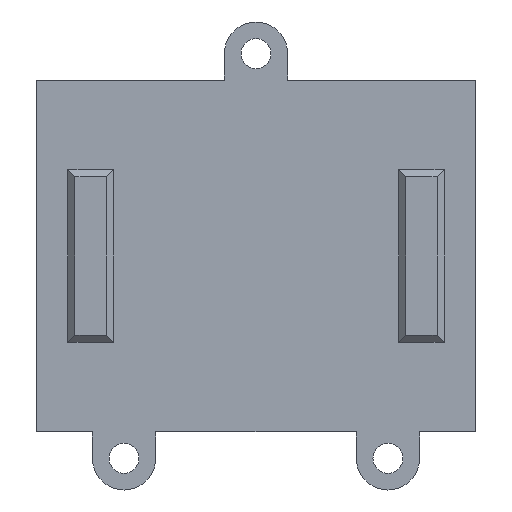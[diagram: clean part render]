
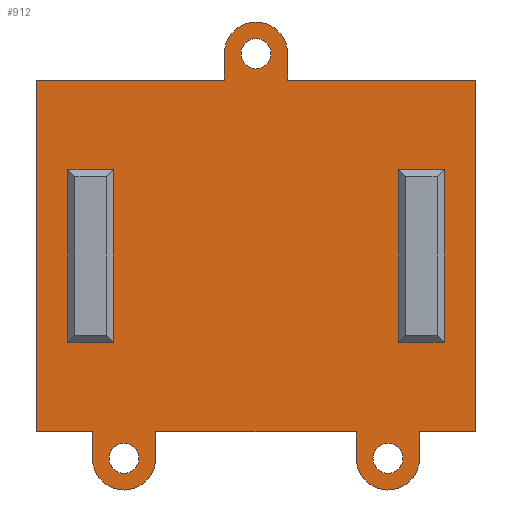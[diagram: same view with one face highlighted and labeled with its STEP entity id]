
A CAD part, front view. The second image highlights one B-rep face of the part: STEP entity #912.
In plain terms, the highlighted planar face has unit normal (0, -1, 0).
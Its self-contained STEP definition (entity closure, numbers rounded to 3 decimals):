
#1=DIRECTION('',(0.,0.,-1.));
#2=VECTOR('',#1,9.8);
#3=CARTESIAN_POINT('',(8.11,0.,4.9));
#4=LINE('',#3,#2);
#5=DIRECTION('',(1.,0.,0.));
#6=VECTOR('',#5,2.58);
#7=CARTESIAN_POINT('',(8.11,0.,-4.9));
#8=LINE('',#7,#6);
#9=DIRECTION('',(0.,0.,1.));
#10=VECTOR('',#9,9.8);
#11=CARTESIAN_POINT('',(10.69,0.,-4.9));
#12=LINE('',#11,#10);
#13=DIRECTION('',(-1.,0.,0.));
#14=VECTOR('',#13,2.58);
#15=CARTESIAN_POINT('',(10.69,0.,4.9));
#16=LINE('',#15,#14);
#17=DIRECTION('',(-1.,0.,0.));
#18=VECTOR('',#17,2.58);
#19=CARTESIAN_POINT('',(-8.11,0.,4.9));
#20=LINE('',#19,#18);
#21=DIRECTION('',(0.,0.,-1.));
#22=VECTOR('',#21,9.8);
#23=CARTESIAN_POINT('',(-10.69,0.,4.9));
#24=LINE('',#23,#22);
#25=DIRECTION('',(1.,0.,0.));
#26=VECTOR('',#25,2.58);
#27=CARTESIAN_POINT('',(-10.69,0.,-4.9));
#28=LINE('',#27,#26);
#29=DIRECTION('',(0.,0.,1.));
#30=VECTOR('',#29,9.8);
#31=CARTESIAN_POINT('',(-8.11,0.,-4.9));
#32=LINE('',#31,#30);
#33=DIRECTION('',(1.,0.,0.));
#34=VECTOR('',#33,10.7);
#35=CARTESIAN_POINT('',(-12.5,0.,10.));
#36=LINE('',#35,#34);
#37=DIRECTION('',(0.,0.,1.));
#38=VECTOR('',#37,1.5);
#39=CARTESIAN_POINT('',(-1.8,0.,10.));
#40=LINE('',#39,#38);
#41=CARTESIAN_POINT('',(0.,0.,11.5));
#42=DIRECTION('',(0.,1.,0.));
#43=DIRECTION('',(-1.,0.,0.));
#44=AXIS2_PLACEMENT_3D('',#41,#42,#43);
#46=DIRECTION('',(0.,0.,-1.));
#47=VECTOR('',#46,1.5);
#48=CARTESIAN_POINT('',(1.8,0.,11.5));
#49=LINE('',#48,#47);
#50=DIRECTION('',(1.,0.,0.));
#51=VECTOR('',#50,10.7);
#52=CARTESIAN_POINT('',(1.8,0.,10.));
#53=LINE('',#52,#51);
#54=DIRECTION('',(0.,0.,-1.));
#55=VECTOR('',#54,20.);
#56=CARTESIAN_POINT('',(12.5,0.,10.));
#57=LINE('',#56,#55);
#58=DIRECTION('',(-1.,0.,0.));
#59=VECTOR('',#58,3.2);
#60=CARTESIAN_POINT('',(12.5,0.,-10.));
#61=LINE('',#60,#59);
#62=DIRECTION('',(0.,0.,-1.));
#63=VECTOR('',#62,1.5);
#64=CARTESIAN_POINT('',(9.3,0.,-10.));
#65=LINE('',#64,#63);
#66=CARTESIAN_POINT('',(7.5,0.,-11.5));
#67=DIRECTION('',(0.,1.,0.));
#68=DIRECTION('',(1.,0.,0.));
#69=AXIS2_PLACEMENT_3D('',#66,#67,#68);
#71=DIRECTION('',(0.,0.,1.));
#72=VECTOR('',#71,1.5);
#73=CARTESIAN_POINT('',(5.7,0.,-11.5));
#74=LINE('',#73,#72);
#75=DIRECTION('',(-1.,0.,0.));
#76=VECTOR('',#75,11.4);
#77=CARTESIAN_POINT('',(5.7,0.,-10.));
#78=LINE('',#77,#76);
#79=DIRECTION('',(0.,0.,-1.));
#80=VECTOR('',#79,1.5);
#81=CARTESIAN_POINT('',(-5.7,0.,-10.));
#82=LINE('',#81,#80);
#83=CARTESIAN_POINT('',(-7.5,0.,-11.5));
#84=DIRECTION('',(0.,1.,0.));
#85=DIRECTION('',(1.,0.,0.));
#86=AXIS2_PLACEMENT_3D('',#83,#84,#85);
#88=DIRECTION('',(0.,0.,1.));
#89=VECTOR('',#88,1.5);
#90=CARTESIAN_POINT('',(-9.3,0.,-11.5));
#91=LINE('',#90,#89);
#92=DIRECTION('',(-1.,0.,0.));
#93=VECTOR('',#92,3.2);
#94=CARTESIAN_POINT('',(-9.3,0.,-10.));
#95=LINE('',#94,#93);
#96=DIRECTION('',(0.,0.,1.));
#97=VECTOR('',#96,20.);
#98=CARTESIAN_POINT('',(-12.5,0.,-10.));
#99=LINE('',#98,#97);
#100=CARTESIAN_POINT('',(7.5,0.,-11.5));
#101=DIRECTION('',(0.,-1.,0.));
#102=DIRECTION('',(1.,0.,0.));
#103=AXIS2_PLACEMENT_3D('',#100,#101,#102);
#105=CARTESIAN_POINT('',(7.5,0.,-11.5));
#106=DIRECTION('',(0.,-1.,0.));
#107=DIRECTION('',(-1.,0.,0.));
#108=AXIS2_PLACEMENT_3D('',#105,#106,#107);
#110=CARTESIAN_POINT('',(-7.5,0.,-11.5));
#111=DIRECTION('',(0.,-1.,0.));
#112=DIRECTION('',(1.,0.,0.));
#113=AXIS2_PLACEMENT_3D('',#110,#111,#112);
#115=CARTESIAN_POINT('',(-7.5,0.,-11.5));
#116=DIRECTION('',(0.,-1.,0.));
#117=DIRECTION('',(-1.,0.,0.));
#118=AXIS2_PLACEMENT_3D('',#115,#116,#117);
#120=CARTESIAN_POINT('',(0.,0.,11.5));
#121=DIRECTION('',(0.,-1.,0.));
#122=DIRECTION('',(1.,0.,0.));
#123=AXIS2_PLACEMENT_3D('',#120,#121,#122);
#125=CARTESIAN_POINT('',(0.,0.,11.5));
#126=DIRECTION('',(0.,-1.,0.));
#127=DIRECTION('',(-1.,0.,0.));
#128=AXIS2_PLACEMENT_3D('',#125,#126,#127);
#635=CARTESIAN_POINT('',(12.5,0.,10.));
#636=CARTESIAN_POINT('',(12.5,0.,-10.));
#637=VERTEX_POINT('',#635);
#638=VERTEX_POINT('',#636);
#639=CARTESIAN_POINT('',(-12.5,0.,-10.));
#640=CARTESIAN_POINT('',(-12.5,0.,10.));
#641=VERTEX_POINT('',#639);
#642=VERTEX_POINT('',#640);
#651=CARTESIAN_POINT('',(8.11,0.,4.9));
#652=CARTESIAN_POINT('',(8.11,0.,-4.9));
#653=VERTEX_POINT('',#651);
#654=VERTEX_POINT('',#652);
#655=CARTESIAN_POINT('',(10.69,0.,-4.9));
#656=VERTEX_POINT('',#655);
#657=CARTESIAN_POINT('',(10.69,0.,4.9));
#658=VERTEX_POINT('',#657);
#659=CARTESIAN_POINT('',(-8.11,0.,4.9));
#660=CARTESIAN_POINT('',(-10.69,0.,4.9));
#661=VERTEX_POINT('',#659);
#662=VERTEX_POINT('',#660);
#663=CARTESIAN_POINT('',(-10.69,0.,-4.9));
#664=VERTEX_POINT('',#663);
#665=CARTESIAN_POINT('',(-8.11,0.,-4.9));
#666=VERTEX_POINT('',#665);
#775=CARTESIAN_POINT('',(9.3,0.,-11.5));
#776=CARTESIAN_POINT('',(5.7,0.,-11.5));
#777=VERTEX_POINT('',#775);
#778=VERTEX_POINT('',#776);
#779=CARTESIAN_POINT('',(-5.7,0.,-11.5));
#780=CARTESIAN_POINT('',(-9.3,0.,-11.5));
#781=VERTEX_POINT('',#779);
#782=VERTEX_POINT('',#780);
#783=CARTESIAN_POINT('',(-1.8,0.,11.5));
#784=CARTESIAN_POINT('',(1.8,0.,11.5));
#785=VERTEX_POINT('',#783);
#786=VERTEX_POINT('',#784);
#799=CARTESIAN_POINT('',(9.3,0.,-10.));
#800=VERTEX_POINT('',#799);
#801=CARTESIAN_POINT('',(5.7,0.,-10.));
#802=VERTEX_POINT('',#801);
#803=CARTESIAN_POINT('',(-5.7,0.,-10.));
#804=VERTEX_POINT('',#803);
#805=CARTESIAN_POINT('',(-9.3,0.,-10.));
#806=VERTEX_POINT('',#805);
#807=CARTESIAN_POINT('',(1.8,0.,10.));
#808=VERTEX_POINT('',#807);
#809=CARTESIAN_POINT('',(-1.8,0.,10.));
#810=VERTEX_POINT('',#809);
#812=CARTESIAN_POINT('',(8.35,0.,-11.5));
#814=VERTEX_POINT('',#812);
#816=CARTESIAN_POINT('',(6.65,0.,-11.5));
#818=VERTEX_POINT('',#816);
#819=CARTESIAN_POINT('',(-6.65,0.,-11.5));
#820=CARTESIAN_POINT('',(-8.35,0.,-11.5));
#821=VERTEX_POINT('',#819);
#822=VERTEX_POINT('',#820);
#827=CARTESIAN_POINT('',(0.85,0.,11.5));
#828=CARTESIAN_POINT('',(-0.85,0.,11.5));
#829=VERTEX_POINT('',#827);
#830=VERTEX_POINT('',#828);
#835=CARTESIAN_POINT('',(0.,0.,0.));
#836=DIRECTION('',(0.,1.,0.));
#837=DIRECTION('',(-1.,0.,0.));
#838=AXIS2_PLACEMENT_3D('',#835,#836,#837);
#839=PLANE('',#838);
#841=ORIENTED_EDGE('',*,*,#840,.T.);
#843=ORIENTED_EDGE('',*,*,#842,.T.);
#845=ORIENTED_EDGE('',*,*,#844,.T.);
#847=ORIENTED_EDGE('',*,*,#846,.T.);
#849=ORIENTED_EDGE('',*,*,#848,.T.);
#851=ORIENTED_EDGE('',*,*,#850,.T.);
#853=ORIENTED_EDGE('',*,*,#852,.T.);
#855=ORIENTED_EDGE('',*,*,#854,.T.);
#857=ORIENTED_EDGE('',*,*,#856,.T.);
#859=ORIENTED_EDGE('',*,*,#858,.T.);
#861=ORIENTED_EDGE('',*,*,#860,.T.);
#863=ORIENTED_EDGE('',*,*,#862,.T.);
#865=ORIENTED_EDGE('',*,*,#864,.T.);
#867=ORIENTED_EDGE('',*,*,#866,.T.);
#869=ORIENTED_EDGE('',*,*,#868,.T.);
#871=ORIENTED_EDGE('',*,*,#870,.T.);
#872=EDGE_LOOP('',(#841,#843,#845,#847,#849,#851,#853,#855,#857,#859,#861,#863,
#865,#867,#869,#871));
#873=FACE_OUTER_BOUND('',#872,.F.);
#875=ORIENTED_EDGE('',*,*,#874,.T.);
#877=ORIENTED_EDGE('',*,*,#876,.T.);
#879=ORIENTED_EDGE('',*,*,#878,.T.);
#881=ORIENTED_EDGE('',*,*,#880,.T.);
#882=EDGE_LOOP('',(#875,#877,#879,#881));
#883=FACE_BOUND('',#882,.F.);
#885=ORIENTED_EDGE('',*,*,#884,.T.);
#887=ORIENTED_EDGE('',*,*,#886,.T.);
#889=ORIENTED_EDGE('',*,*,#888,.T.);
#891=ORIENTED_EDGE('',*,*,#890,.T.);
#892=EDGE_LOOP('',(#885,#887,#889,#891));
#893=FACE_BOUND('',#892,.F.);
#895=ORIENTED_EDGE('',*,*,#894,.T.);
#897=ORIENTED_EDGE('',*,*,#896,.T.);
#898=EDGE_LOOP('',(#895,#897));
#899=FACE_BOUND('',#898,.F.);
#901=ORIENTED_EDGE('',*,*,#900,.T.);
#903=ORIENTED_EDGE('',*,*,#902,.T.);
#904=EDGE_LOOP('',(#901,#903));
#905=FACE_BOUND('',#904,.F.);
#907=ORIENTED_EDGE('',*,*,#906,.T.);
#909=ORIENTED_EDGE('',*,*,#908,.T.);
#910=EDGE_LOOP('',(#907,#909));
#911=FACE_BOUND('',#910,.F.);
#912=ADVANCED_FACE('',(#873,#883,#893,#899,#905,#911),#839,.F.);
#45=CIRCLE('',#44,1.8);
#70=CIRCLE('',#69,1.8);
#87=CIRCLE('',#86,1.8);
#104=CIRCLE('',#103,0.85);
#109=CIRCLE('',#108,0.85);
#114=CIRCLE('',#113,0.85);
#119=CIRCLE('',#118,0.85);
#124=CIRCLE('',#123,0.85);
#129=CIRCLE('',#128,0.85);
#840=EDGE_CURVE('',#642,#810,#36,.T.);
#842=EDGE_CURVE('',#810,#785,#40,.T.);
#844=EDGE_CURVE('',#785,#786,#45,.T.);
#846=EDGE_CURVE('',#786,#808,#49,.T.);
#848=EDGE_CURVE('',#808,#637,#53,.T.);
#850=EDGE_CURVE('',#637,#638,#57,.T.);
#852=EDGE_CURVE('',#638,#800,#61,.T.);
#854=EDGE_CURVE('',#800,#777,#65,.T.);
#856=EDGE_CURVE('',#777,#778,#70,.T.);
#858=EDGE_CURVE('',#778,#802,#74,.T.);
#860=EDGE_CURVE('',#802,#804,#78,.T.);
#862=EDGE_CURVE('',#804,#781,#82,.T.);
#864=EDGE_CURVE('',#781,#782,#87,.T.);
#866=EDGE_CURVE('',#782,#806,#91,.T.);
#868=EDGE_CURVE('',#806,#641,#95,.T.);
#870=EDGE_CURVE('',#641,#642,#99,.T.);
#874=EDGE_CURVE('',#661,#662,#20,.T.);
#876=EDGE_CURVE('',#662,#664,#24,.T.);
#878=EDGE_CURVE('',#664,#666,#28,.T.);
#880=EDGE_CURVE('',#666,#661,#32,.T.);
#884=EDGE_CURVE('',#653,#654,#4,.T.);
#886=EDGE_CURVE('',#654,#656,#8,.T.);
#888=EDGE_CURVE('',#656,#658,#12,.T.);
#890=EDGE_CURVE('',#658,#653,#16,.T.);
#894=EDGE_CURVE('',#814,#818,#104,.T.);
#896=EDGE_CURVE('',#818,#814,#109,.T.);
#900=EDGE_CURVE('',#821,#822,#114,.T.);
#902=EDGE_CURVE('',#822,#821,#119,.T.);
#906=EDGE_CURVE('',#829,#830,#124,.T.);
#908=EDGE_CURVE('',#830,#829,#129,.T.);
